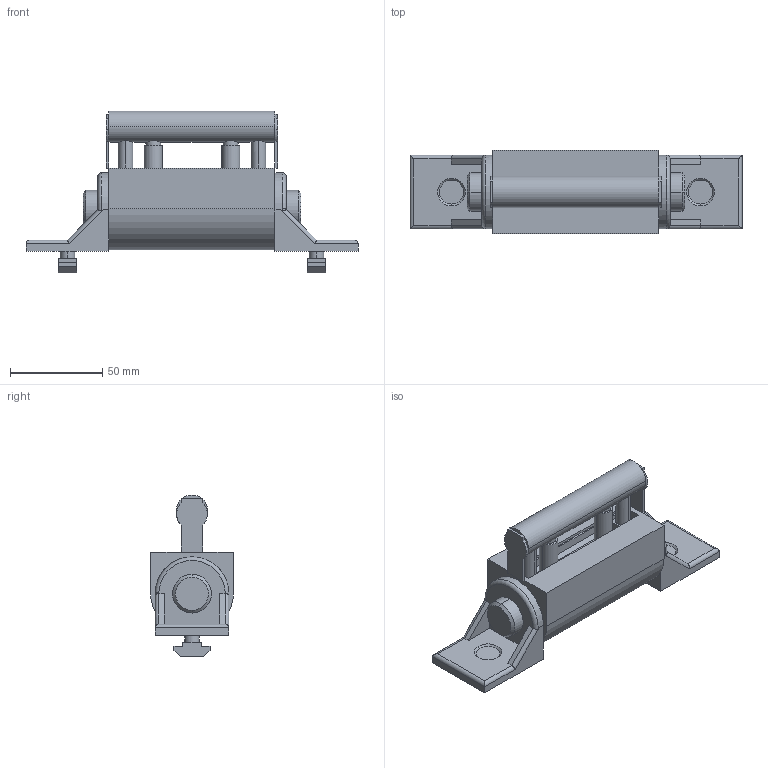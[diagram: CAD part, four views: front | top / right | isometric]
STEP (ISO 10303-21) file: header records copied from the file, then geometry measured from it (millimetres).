
FILE_DESCRIPTION (( 'STEP AP203' ), '1' );
FILE_NAME ('3_842_522_633_Bosch.step', '2024-06-10T06:37:41', ( '' ), ( '' ), 'SwSTEP 2.0', 'SolidWorks 2014', '' );
FILE_SCHEMA (( 'CONFIG_CONTROL_DESIGN' ));
Length unit declared in the file: millimetre
Products named in the file (1): 3_842_522_633_Bosch
Bounding box: 180 x 45 x 87.8 mm (x, y, z)
Volume: 221836.6 mm3; surface area: 44098.3 mm2
Topology: 1 solids, 1 shells, 183 faces, 478 edges, 302 vertices
Faces by surface type: plane 114, cylinder 53, cone 12, torus 4
Entity records: 5889 total; most frequent: CARTESIAN_POINT 1224, ORIENTED_EDGE 960, DIRECTION 942, EDGE_CURVE 480, VECTOR 338, LINE 338, VERTEX_POINT 304, AXIS2_PLACEMENT_3D 302
